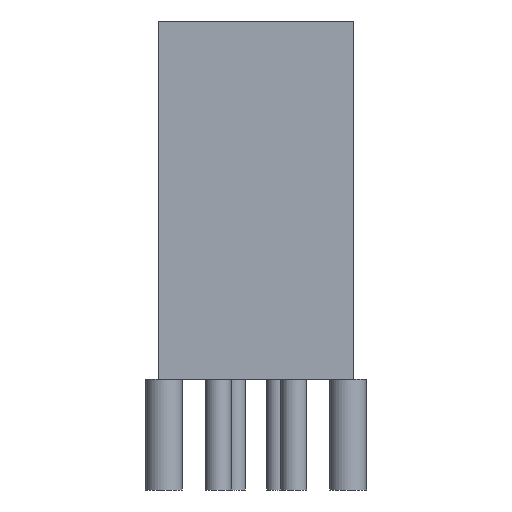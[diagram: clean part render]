
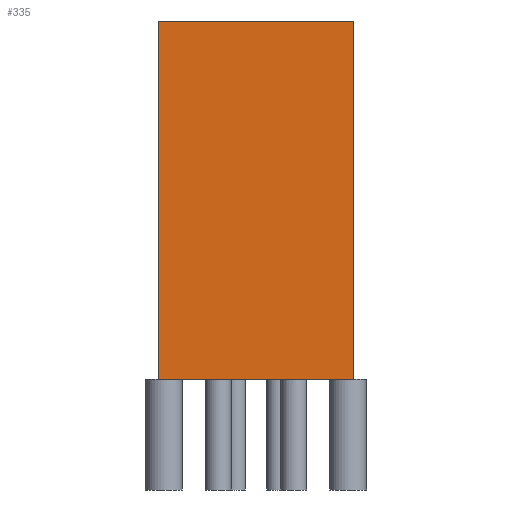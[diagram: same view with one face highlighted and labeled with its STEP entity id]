
A CAD part, left-side view. The second image highlights one B-rep face of the part: STEP entity #335.
In plain terms, the highlighted planar face has unit normal (-1, 0, 0).
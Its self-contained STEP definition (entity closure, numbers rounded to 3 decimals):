
#72 = EDGE_CURVE('',#73,#75,#77,.T.);
#73 = VERTEX_POINT('',#74);
#74 = CARTESIAN_POINT('',(-0.6,2.75,0.));
#75 = VERTEX_POINT('',#76);
#76 = CARTESIAN_POINT('',(-0.6,2.75,16.5));
#77 = SURFACE_CURVE('',#78,(#82,#94),.PCURVE_S1.);
#78 = LINE('',#79,#80);
#79 = CARTESIAN_POINT('',(-0.6,2.75,0.));
#80 = VECTOR('',#81,1.);
#81 = DIRECTION('',(0.,0.,1.));
#82 = PCURVE('',#83,#88);
#83 = PLANE('',#84);
#84 = AXIS2_PLACEMENT_3D('',#85,#86,#87);
#85 = CARTESIAN_POINT('',(-0.6,2.75,0.));
#86 = DIRECTION('',(0.,1.,0.));
#87 = DIRECTION('',(1.,0.,0.));
#88 = DEFINITIONAL_REPRESENTATION('',(#89),#93);
#89 = LINE('',#90,#91);
#90 = CARTESIAN_POINT('',(0.,0.));
#91 = VECTOR('',#92,1.);
#92 = DIRECTION('',(0.,-1.));
#93 = ( GEOMETRIC_REPRESENTATION_CONTEXT(2) 
PARAMETRIC_REPRESENTATION_CONTEXT() REPRESENTATION_CONTEXT('2D SPACE',''
  ) );
#94 = PCURVE('',#95,#100);
#95 = PLANE('',#96);
#96 = AXIS2_PLACEMENT_3D('',#97,#98,#99);
#97 = CARTESIAN_POINT('',(-0.6,-6.25,0.));
#98 = DIRECTION('',(-1.,0.,0.));
#99 = DIRECTION('',(0.,1.,0.));
#100 = DEFINITIONAL_REPRESENTATION('',(#101),#105);
#101 = LINE('',#102,#103);
#102 = CARTESIAN_POINT('',(9.,0.));
#103 = VECTOR('',#104,1.);
#104 = DIRECTION('',(0.,-1.));
#105 = ( GEOMETRIC_REPRESENTATION_CONTEXT(2) 
PARAMETRIC_REPRESENTATION_CONTEXT() REPRESENTATION_CONTEXT('2D SPACE',''
  ) );
#123 = PLANE('',#124);
#124 = AXIS2_PLACEMENT_3D('',#125,#126,#127);
#125 = CARTESIAN_POINT('',(36.9,-1.75,16.5));
#126 = DIRECTION('',(-0.,-0.,-1.));
#127 = DIRECTION('',(-1.,0.,0.));
#177 = PLANE('',#178);
#178 = AXIS2_PLACEMENT_3D('',#179,#180,#181);
#179 = CARTESIAN_POINT('',(36.9,-1.75,0.));
#180 = DIRECTION('',(-0.,-0.,-1.));
#181 = DIRECTION('',(-1.,0.,0.));
#232 = PLANE('',#233);
#233 = AXIS2_PLACEMENT_3D('',#234,#235,#236);
#234 = CARTESIAN_POINT('',(74.4,-6.25,0.));
#235 = DIRECTION('',(0.,-1.,0.));
#236 = DIRECTION('',(-1.,0.,0.));
#270 = VERTEX_POINT('',#271);
#271 = CARTESIAN_POINT('',(-0.6,-6.25,16.5));
#292 = EDGE_CURVE('',#293,#270,#295,.T.);
#293 = VERTEX_POINT('',#294);
#294 = CARTESIAN_POINT('',(-0.6,-6.25,0.));
#295 = SURFACE_CURVE('',#296,(#300,#307),.PCURVE_S1.);
#296 = LINE('',#297,#298);
#297 = CARTESIAN_POINT('',(-0.6,-6.25,0.));
#298 = VECTOR('',#299,1.);
#299 = DIRECTION('',(0.,0.,1.));
#300 = PCURVE('',#232,#301);
#301 = DEFINITIONAL_REPRESENTATION('',(#302),#306);
#302 = LINE('',#303,#304);
#303 = CARTESIAN_POINT('',(75.,0.));
#304 = VECTOR('',#305,1.);
#305 = DIRECTION('',(0.,-1.));
#306 = ( GEOMETRIC_REPRESENTATION_CONTEXT(2) 
PARAMETRIC_REPRESENTATION_CONTEXT() REPRESENTATION_CONTEXT('2D SPACE',''
  ) );
#307 = PCURVE('',#95,#308);
#308 = DEFINITIONAL_REPRESENTATION('',(#309),#313);
#309 = LINE('',#310,#311);
#310 = CARTESIAN_POINT('',(0.,0.));
#311 = VECTOR('',#312,1.);
#312 = DIRECTION('',(0.,-1.));
#313 = ( GEOMETRIC_REPRESENTATION_CONTEXT(2) 
PARAMETRIC_REPRESENTATION_CONTEXT() REPRESENTATION_CONTEXT('2D SPACE',''
  ) );
#335 = ADVANCED_FACE('',(#336),#95,.T.);
#336 = FACE_BOUND('',#337,.T.);
#337 = EDGE_LOOP('',(#338,#339,#360,#361));
#338 = ORIENTED_EDGE('',*,*,#292,.T.);
#339 = ORIENTED_EDGE('',*,*,#340,.T.);
#340 = EDGE_CURVE('',#270,#75,#341,.T.);
#341 = SURFACE_CURVE('',#342,(#346,#353),.PCURVE_S1.);
#342 = LINE('',#343,#344);
#343 = CARTESIAN_POINT('',(-0.6,-6.25,16.5));
#344 = VECTOR('',#345,1.);
#345 = DIRECTION('',(0.,1.,0.));
#346 = PCURVE('',#95,#347);
#347 = DEFINITIONAL_REPRESENTATION('',(#348),#352);
#348 = LINE('',#349,#350);
#349 = CARTESIAN_POINT('',(0.,-16.5));
#350 = VECTOR('',#351,1.);
#351 = DIRECTION('',(1.,0.));
#352 = ( GEOMETRIC_REPRESENTATION_CONTEXT(2) 
PARAMETRIC_REPRESENTATION_CONTEXT() REPRESENTATION_CONTEXT('2D SPACE',''
  ) );
#353 = PCURVE('',#123,#354);
#354 = DEFINITIONAL_REPRESENTATION('',(#355),#359);
#355 = LINE('',#356,#357);
#356 = CARTESIAN_POINT('',(37.5,-4.5));
#357 = VECTOR('',#358,1.);
#358 = DIRECTION('',(0.,1.));
#359 = ( GEOMETRIC_REPRESENTATION_CONTEXT(2) 
PARAMETRIC_REPRESENTATION_CONTEXT() REPRESENTATION_CONTEXT('2D SPACE',''
  ) );
#360 = ORIENTED_EDGE('',*,*,#72,.F.);
#361 = ORIENTED_EDGE('',*,*,#362,.F.);
#362 = EDGE_CURVE('',#293,#73,#363,.T.);
#363 = SURFACE_CURVE('',#364,(#368,#375),.PCURVE_S1.);
#364 = LINE('',#365,#366);
#365 = CARTESIAN_POINT('',(-0.6,-6.25,0.));
#366 = VECTOR('',#367,1.);
#367 = DIRECTION('',(0.,1.,0.));
#368 = PCURVE('',#95,#369);
#369 = DEFINITIONAL_REPRESENTATION('',(#370),#374);
#370 = LINE('',#371,#372);
#371 = CARTESIAN_POINT('',(0.,0.));
#372 = VECTOR('',#373,1.);
#373 = DIRECTION('',(1.,0.));
#374 = ( GEOMETRIC_REPRESENTATION_CONTEXT(2) 
PARAMETRIC_REPRESENTATION_CONTEXT() REPRESENTATION_CONTEXT('2D SPACE',''
  ) );
#375 = PCURVE('',#177,#376);
#376 = DEFINITIONAL_REPRESENTATION('',(#377),#381);
#377 = LINE('',#378,#379);
#378 = CARTESIAN_POINT('',(37.5,-4.5));
#379 = VECTOR('',#380,1.);
#380 = DIRECTION('',(0.,1.));
#381 = ( GEOMETRIC_REPRESENTATION_CONTEXT(2) 
PARAMETRIC_REPRESENTATION_CONTEXT() REPRESENTATION_CONTEXT('2D SPACE',''
  ) );
